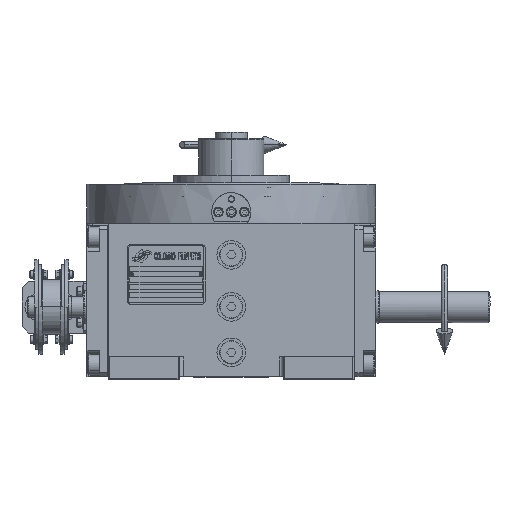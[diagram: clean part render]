
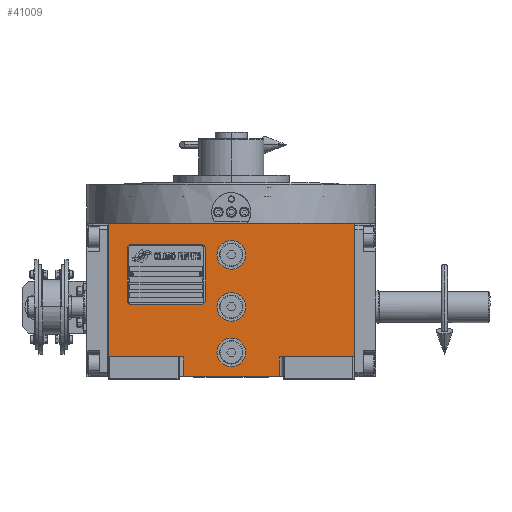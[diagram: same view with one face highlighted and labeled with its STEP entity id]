
A CAD part, top view. The second image highlights one B-rep face of the part: STEP entity #41009.
In plain terms, the highlighted planar face has unit normal (0, 0, 1).
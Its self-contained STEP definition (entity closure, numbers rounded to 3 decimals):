
#1419 = FACE_OUTER_BOUND ( 'NONE', #85803, .T. ) ;
#2602 = FACE_BOUND ( 'NONE', #36485, .T. ) ;
#2756 = DIRECTION ( 'NONE',  ( 0., 1., 0. ) ) ;
#6974 = CIRCLE ( 'NONE', #73614, 11. ) ;
#8184 = LINE ( 'NONE', #73156, #69663 ) ;
#8615 = CARTESIAN_POINT ( 'NONE',  ( 0., 0., 163.5 ) ) ;
#10937 = DIRECTION ( 'NONE',  ( 0., 1., 0. ) ) ;
#10988 = CARTESIAN_POINT ( 'NONE',  ( 11., 0., 163.5 ) ) ;
#11174 = VERTEX_POINT ( 'NONE', #87332 ) ;
#11818 = CARTESIAN_POINT ( 'NONE',  ( -11., -35., 163.5 ) ) ;
#12114 = DIRECTION ( 'NONE',  ( 1., 0., 0. ) ) ;
#12701 = PLANE ( 'NONE',  #65939 ) ;
#13053 = CARTESIAN_POINT ( 'NONE',  ( 0., 40., 163.5 ) ) ;
#13494 = VERTEX_POINT ( 'NONE', #33420 ) ;
#13602 = CIRCLE ( 'NONE', #80299, 11. ) ;
#14853 = VECTOR ( 'NONE', #2756, 1000. ) ;
#16879 = ORIENTED_EDGE ( 'NONE', *, *, #30796, .F. ) ;
#17282 = DIRECTION ( 'NONE',  ( 0., 0., 1. ) ) ;
#18243 = DIRECTION ( 'NONE',  ( 1., 0., 0. ) ) ;
#18571 = DIRECTION ( 'NONE',  ( 1., 0., 0. ) ) ;
#19108 = ORIENTED_EDGE ( 'NONE', *, *, #21429, .T. ) ;
#19126 = CIRCLE ( 'NONE', #108527, 11. ) ;
#21429 = EDGE_CURVE ( 'NONE', #65135, #11174, #8184, .T. ) ;
#24459 = DIRECTION ( 'NONE',  ( 1., 0., 0. ) ) ;
#24811 = VERTEX_POINT ( 'NONE', #94523 ) ;
#25330 = CARTESIAN_POINT ( 'NONE',  ( 0., -35., 163.5 ) ) ;
#27526 = ORIENTED_EDGE ( 'NONE', *, *, #70192, .F. ) ;
#28325 = ORIENTED_EDGE ( 'NONE', *, *, #93995, .T. ) ;
#30796 = EDGE_CURVE ( 'NONE', #114677, #88556, #74158, .T. ) ;
#31313 = CARTESIAN_POINT ( 'NONE',  ( -37., -53.5, 163.5 ) ) ;
#32771 = LINE ( 'NONE', #97159, #117758 ) ;
#33259 = ORIENTED_EDGE ( 'NONE', *, *, #74445, .F. ) ;
#33305 = CARTESIAN_POINT ( 'NONE',  ( -37., -53.5, 163.5 ) ) ;
#33385 = CARTESIAN_POINT ( 'NONE',  ( -94.5, 64.5, 163.5 ) ) ;
#33420 = CARTESIAN_POINT ( 'NONE',  ( 37., -38.5, 163.5 ) ) ;
#34283 = DIRECTION ( 'NONE',  ( 0., 0., 1. ) ) ;
#34566 = DIRECTION ( 'NONE',  ( 0., 1., 0. ) ) ;
#36485 = EDGE_LOOP ( 'NONE', ( #33259, #100219 ) ) ;
#37781 = ORIENTED_EDGE ( 'NONE', *, *, #86665, .F. ) ;
#38188 = ORIENTED_EDGE ( 'NONE', *, *, #107062, .F. ) ;
#38372 = CIRCLE ( 'NONE', #61159, 11. ) ;
#38982 = FACE_BOUND ( 'NONE', #44473, .T. ) ;
#39611 = AXIS2_PLACEMENT_3D ( 'NONE', #25330, #34283, #50993 ) ;
#41009 = ADVANCED_FACE ( 'NONE', ( #2602, #38982, #57445, #1419 ), #12701, .T. ) ;
#42090 = CARTESIAN_POINT ( 'NONE',  ( 94.5, -38.5, 163.5 ) ) ;
#42499 = VECTOR ( 'NONE', #18571, 1000. ) ;
#44185 = DIRECTION ( 'NONE',  ( 1., 0., 0. ) ) ;
#44473 = EDGE_LOOP ( 'NONE', ( #87009, #27526 ) ) ;
#48078 = LINE ( 'NONE', #31313, #14853 ) ;
#48226 = ORIENTED_EDGE ( 'NONE', *, *, #103513, .T. ) ;
#49406 = VERTEX_POINT ( 'NONE', #78697 ) ;
#49617 = VERTEX_POINT ( 'NONE', #11818 ) ;
#50009 = DIRECTION ( 'NONE',  ( -1., 0., 0. ) ) ;
#50993 = DIRECTION ( 'NONE',  ( -1., 0., 0. ) ) ;
#51459 = LINE ( 'NONE', #69944, #63547 ) ;
#52012 = LINE ( 'NONE', #89568, #100311 ) ;
#52060 = EDGE_CURVE ( 'NONE', #114677, #60066, #51459, .T. ) ;
#55625 = VERTEX_POINT ( 'NONE', #65733 ) ;
#56843 = VECTOR ( 'NONE', #24459, 1000. ) ;
#57445 = FACE_BOUND ( 'NONE', #103178, .T. ) ;
#58030 = CARTESIAN_POINT ( 'NONE',  ( -94.5, -53.5, 163.5 ) ) ;
#58155 = EDGE_CURVE ( 'NONE', #80686, #104874, #6974, .T. ) ;
#58412 = EDGE_CURVE ( 'NONE', #13494, #11174, #52012, .T. ) ;
#58713 = AXIS2_PLACEMENT_3D ( 'NONE', #98965, #17282, #116264 ) ;
#60066 = VERTEX_POINT ( 'NONE', #76970 ) ;
#61159 = AXIS2_PLACEMENT_3D ( 'NONE', #63575, #91597, #18243 ) ;
#63278 = CARTESIAN_POINT ( 'NONE',  ( 11., -35., 163.5 ) ) ;
#63295 = LINE ( 'NONE', #99629, #42499 ) ;
#63547 = VECTOR ( 'NONE', #106272, 1000. ) ;
#63575 = CARTESIAN_POINT ( 'NONE',  ( 0., 40., 163.5 ) ) ;
#64230 = DIRECTION ( 'NONE',  ( 1., 0., 0. ) ) ;
#64260 = CARTESIAN_POINT ( 'NONE',  ( -94.5, 64.5, 163.5 ) ) ;
#64664 = EDGE_CURVE ( 'NONE', #49406, #55625, #38372, .T. ) ;
#65135 = VERTEX_POINT ( 'NONE', #33305 ) ;
#65733 = CARTESIAN_POINT ( 'NONE',  ( -11., 40., 163.5 ) ) ;
#65939 = AXIS2_PLACEMENT_3D ( 'NONE', #58030, #84871, #12114 ) ;
#69663 = VECTOR ( 'NONE', #64230, 1000. ) ;
#69944 = CARTESIAN_POINT ( 'NONE',  ( -94.5, -38.5, 163.5 ) ) ;
#70042 = CIRCLE ( 'NONE', #39611, 11. ) ;
#70192 = EDGE_CURVE ( 'NONE', #49617, #92781, #70042, .T. ) ;
#70981 = CARTESIAN_POINT ( 'NONE',  ( 0., 0., 163.5 ) ) ;
#72507 = EDGE_CURVE ( 'NONE', #92781, #49617, #110070, .T. ) ;
#73156 = CARTESIAN_POINT ( 'NONE',  ( -37., -53.5, 163.5 ) ) ;
#73614 = AXIS2_PLACEMENT_3D ( 'NONE', #8615, #109311, #99801 ) ;
#74158 = LINE ( 'NONE', #99772, #94620 ) ;
#74445 = EDGE_CURVE ( 'NONE', #104874, #80686, #19126, .T. ) ;
#76970 = CARTESIAN_POINT ( 'NONE',  ( -37., -38.5, 163.5 ) ) ;
#78697 = CARTESIAN_POINT ( 'NONE',  ( 11., 40., 163.5 ) ) ;
#78728 = LINE ( 'NONE', #33385, #56843 ) ;
#80061 = DIRECTION ( 'NONE',  ( 0., -1., 0. ) ) ;
#80299 = AXIS2_PLACEMENT_3D ( 'NONE', #13053, #85245, #50009 ) ;
#80686 = VERTEX_POINT ( 'NONE', #93412 ) ;
#84871 = DIRECTION ( 'NONE',  ( 0., 0., 1. ) ) ;
#85245 = DIRECTION ( 'NONE',  ( 0., 0., 1. ) ) ;
#85803 = EDGE_LOOP ( 'NONE', ( #19108, #108788, #28325, #48226, #37781, #16879, #108894, #87084 ) ) ;
#86665 = EDGE_CURVE ( 'NONE', #88556, #24811, #78728, .T. ) ;
#87009 = ORIENTED_EDGE ( 'NONE', *, *, #72507, .F. ) ;
#87084 = ORIENTED_EDGE ( 'NONE', *, *, #102720, .F. ) ;
#87332 = CARTESIAN_POINT ( 'NONE',  ( 37., -53.5, 163.5 ) ) ;
#87413 = VERTEX_POINT ( 'NONE', #42090 ) ;
#88556 = VERTEX_POINT ( 'NONE', #64260 ) ;
#89568 = CARTESIAN_POINT ( 'NONE',  ( 37., -38.5, 163.5 ) ) ;
#91597 = DIRECTION ( 'NONE',  ( 0., 0., 1. ) ) ;
#92781 = VERTEX_POINT ( 'NONE', #63278 ) ;
#93412 = CARTESIAN_POINT ( 'NONE',  ( -11., 0., 163.5 ) ) ;
#93995 = EDGE_CURVE ( 'NONE', #13494, #87413, #63295, .T. ) ;
#94523 = CARTESIAN_POINT ( 'NONE',  ( 94.5, 64.5, 163.5 ) ) ;
#94620 = VECTOR ( 'NONE', #10937, 1000. ) ;
#96634 = DIRECTION ( 'NONE',  ( 0., 0., 1. ) ) ;
#97159 = CARTESIAN_POINT ( 'NONE',  ( 94.5, -38.5, 163.5 ) ) ;
#97376 = ORIENTED_EDGE ( 'NONE', *, *, #64664, .F. ) ;
#98965 = CARTESIAN_POINT ( 'NONE',  ( 0., -35., 163.5 ) ) ;
#99248 = CARTESIAN_POINT ( 'NONE',  ( -94.5, -38.5, 163.5 ) ) ;
#99629 = CARTESIAN_POINT ( 'NONE',  ( 37., -38.5, 163.5 ) ) ;
#99772 = CARTESIAN_POINT ( 'NONE',  ( -94.5, -38.5, 163.5 ) ) ;
#99801 = DIRECTION ( 'NONE',  ( -1., 0., 0. ) ) ;
#100219 = ORIENTED_EDGE ( 'NONE', *, *, #58155, .F. ) ;
#100311 = VECTOR ( 'NONE', #80061, 1000. ) ;
#102720 = EDGE_CURVE ( 'NONE', #65135, #60066, #48078, .T. ) ;
#103178 = EDGE_LOOP ( 'NONE', ( #97376, #38188 ) ) ;
#103513 = EDGE_CURVE ( 'NONE', #87413, #24811, #32771, .T. ) ;
#104874 = VERTEX_POINT ( 'NONE', #10988 ) ;
#106272 = DIRECTION ( 'NONE',  ( 1., 0., 0. ) ) ;
#107062 = EDGE_CURVE ( 'NONE', #55625, #49406, #13602, .T. ) ;
#108527 = AXIS2_PLACEMENT_3D ( 'NONE', #70981, #96634, #44185 ) ;
#108788 = ORIENTED_EDGE ( 'NONE', *, *, #58412, .F. ) ;
#108894 = ORIENTED_EDGE ( 'NONE', *, *, #52060, .T. ) ;
#109311 = DIRECTION ( 'NONE',  ( 0., 0., 1. ) ) ;
#110070 = CIRCLE ( 'NONE', #58713, 11. ) ;
#114677 = VERTEX_POINT ( 'NONE', #99248 ) ;
#116264 = DIRECTION ( 'NONE',  ( 1., 0., 0. ) ) ;
#117758 = VECTOR ( 'NONE', #34566, 1000. ) ;
